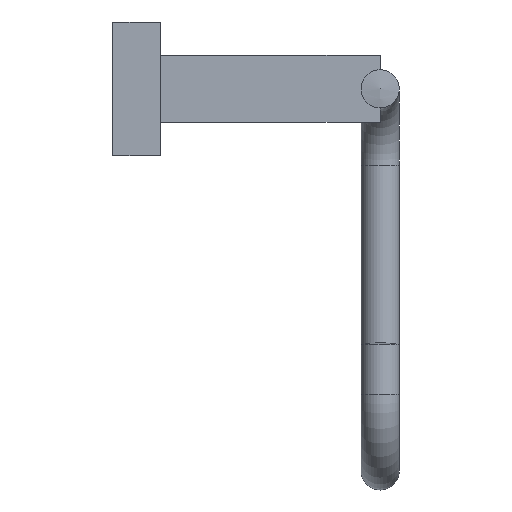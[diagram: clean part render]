
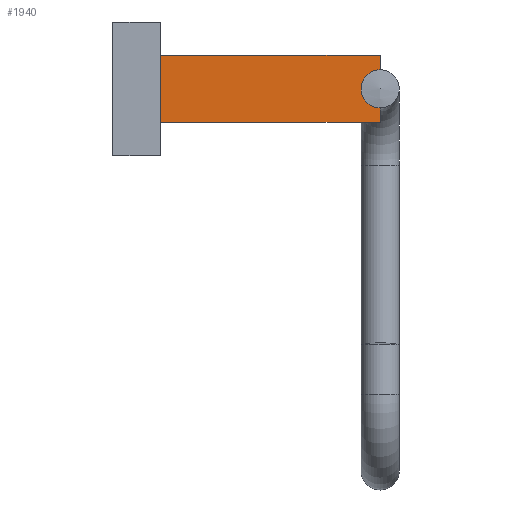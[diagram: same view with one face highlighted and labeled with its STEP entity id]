
A CAD part, front view. The second image highlights one B-rep face of the part: STEP entity #1940.
In plain terms, the highlighted planar face has unit normal (0, -1, 0).
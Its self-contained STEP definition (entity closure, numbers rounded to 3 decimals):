
#174=CIRCLE('',#2215,4.);
#682=ORIENTED_EDGE('',*,*,#988,.T.);
#683=ORIENTED_EDGE('',*,*,#989,.T.);
#684=ORIENTED_EDGE('',*,*,#990,.F.);
#685=ORIENTED_EDGE('',*,*,#984,.F.);
#686=ORIENTED_EDGE('',*,*,#991,.T.);
#687=ORIENTED_EDGE('',*,*,#992,.F.);
#984=EDGE_CURVE('',#1200,#1201,#1372,.T.);
#988=EDGE_CURVE('',#1204,#1205,#1376,.T.);
#989=EDGE_CURVE('',#1205,#1206,#1377,.T.);
#990=EDGE_CURVE('',#1201,#1206,#1378,.T.);
#991=EDGE_CURVE('',#1200,#1207,#1379,.T.);
#992=EDGE_CURVE('',#1204,#1207,#174,.T.);
#1200=VERTEX_POINT('',#4367);
#1201=VERTEX_POINT('',#4368);
#1204=VERTEX_POINT('',#4376);
#1205=VERTEX_POINT('',#4377);
#1206=VERTEX_POINT('',#4379);
#1207=VERTEX_POINT('',#4382);
#1372=LINE('',#4366,#1538);
#1376=LINE('',#4375,#1542);
#1377=LINE('',#4378,#1543);
#1378=LINE('',#4380,#1544);
#1379=LINE('',#4381,#1545);
#1538=VECTOR('',#2660,1000.);
#1542=VECTOR('',#2666,1000.);
#1543=VECTOR('',#2667,1000.);
#1544=VECTOR('',#2668,1000.);
#1545=VECTOR('',#2669,1000.);
#1652=EDGE_LOOP('',(#682,#683,#684,#685,#686,#687));
#1773=FACE_BOUND('',#1652,.T.);
#1848=PLANE('',#2214);
#1940=ADVANCED_FACE('',(#1773),#1848,.T.);
#2214=AXIS2_PLACEMENT_3D('',#4374,#2664,#2665);
#2215=AXIS2_PLACEMENT_3D('',#4383,#2670,#2671);
#2660=DIRECTION('',(-1.,0.,0.));
#2664=DIRECTION('',(0.,-1.,0.));
#2665=DIRECTION('',(1.,0.,0.));
#2666=DIRECTION('',(0.,0.,1.));
#2667=DIRECTION('',(-1.,0.,0.));
#2668=DIRECTION('',(0.,0.,1.));
#2669=DIRECTION('',(0.,0.,1.));
#2670=DIRECTION('',(0.,-1.,0.));
#2671=DIRECTION('',(0.,0.,1.));
#4366=CARTESIAN_POINT('',(56.,-7.,-7.));
#4367=CARTESIAN_POINT('',(56.,-7.,-7.));
#4368=CARTESIAN_POINT('',(10.,-7.,-7.));
#4374=CARTESIAN_POINT('',(56.,-7.,-7.));
#4375=CARTESIAN_POINT('',(56.,-7.,4.));
#4376=CARTESIAN_POINT('',(56.,-7.,4.));
#4377=CARTESIAN_POINT('',(56.,-7.,7.));
#4378=CARTESIAN_POINT('',(56.,-7.,7.));
#4379=CARTESIAN_POINT('',(10.,-7.,7.));
#4380=CARTESIAN_POINT('',(10.,-7.,-7.));
#4381=CARTESIAN_POINT('',(56.,-7.,-7.));
#4382=CARTESIAN_POINT('',(56.,-7.,-4.));
#4383=CARTESIAN_POINT('',(56.,-7.,0.));
